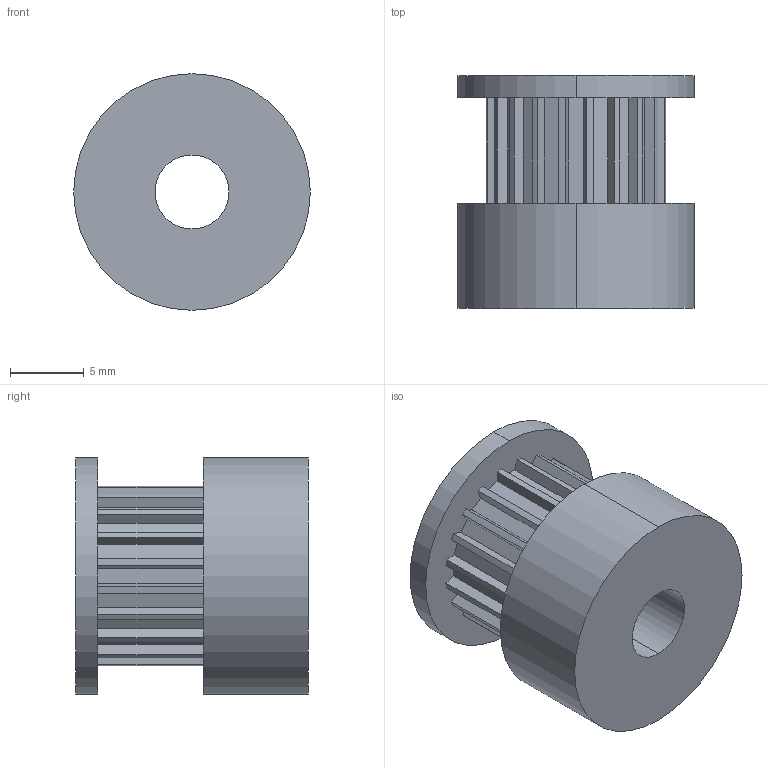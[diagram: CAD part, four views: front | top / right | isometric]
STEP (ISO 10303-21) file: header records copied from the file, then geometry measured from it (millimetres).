
FILE_DESCRIPTION (( 'STEP AP214' ), '1' );
FILE_NAME ('gt2_pulley.STEP', '2024-09-13T03:57:26', ( 'hp' ), ( 'HP' ), 'SwSTEP 2.0', 'SolidWorks 2024', '' );
FILE_SCHEMA (( 'AUTOMOTIVE_DESIGN' ));
Length unit declared in the file: millimetre
Products named in the file (1): gt2_pulley
Bounding box: 16 x 15.74 x 16 mm (x, y, z)
Volume: 2126.8 mm3; surface area: 1665.4 mm2
Topology: 1 solids, 1 shells, 90 faces, 258 edges, 172 vertices
Faces by surface type: plane 64, cylinder 26
Entity records: 2972 total; most frequent: CARTESIAN_POINT 521, ORIENTED_EDGE 516, DIRECTION 492, EDGE_CURVE 258, VECTOR 206, LINE 206, VERTEX_POINT 172, AXIS2_PLACEMENT_3D 143
